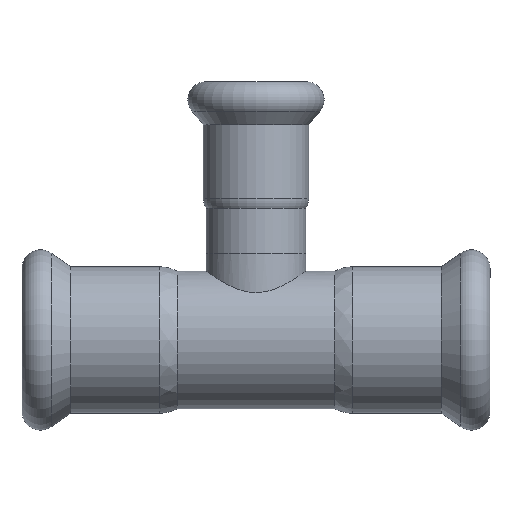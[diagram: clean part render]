
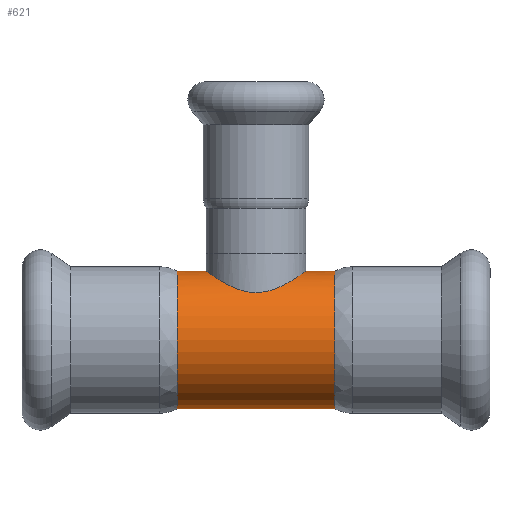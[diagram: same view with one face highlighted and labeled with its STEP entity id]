
A CAD part, front view. The second image highlights one B-rep face of the part: STEP entity #621.
In plain terms, the highlighted cylindrical face has radius 10 mm (diameter 20 mm), a full revolution.
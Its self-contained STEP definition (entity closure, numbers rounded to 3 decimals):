
#124=FACE_BOUND($,#216,.T.);
#125=FACE_BOUND($,#217,.T.);
#126=FACE_BOUND($,#218,.T.);
#170=B_SPLINE_CURVE_WITH_KNOTS($,3,(#1037,#1038,#1039,#1040,#1041,#1042,
#1043,#1044,#1045,#1046,#1047,#1048,#1049,#1050,#1051,#1052,#1053,#1054,
#1055,#1056,#1057,#1058,#1059,#1060,#1061,#1062,#1063,#1064,#1065,#1066,
#1067,#1068,#1069,#1070),.UNSPECIFIED.,.T.,.F.,(4,2,2,2,2,2,2,2,2,2,2,2,
2,2,2,2,4),(0.,0.29,0.58,0.865,1.15,
1.435,1.72,2.01,2.3,2.59,
2.88,3.165,3.45,3.735,4.02,
4.31,4.6),.UNSPECIFIED.);
#216=EDGE_LOOP($,(#475));
#217=EDGE_LOOP($,(#476));
#218=EDGE_LOOP($,(#477));
#304=CIRCLE($,#678,10.);
#305=CIRCLE($,#679,10.);
#352=VERTEX_POINT($,#1036);
#353=VERTEX_POINT($,#1071);
#354=VERTEX_POINT($,#1073);
#409=EDGE_CURVE($,#352,#352,#170,.T.);
#410=EDGE_CURVE($,#353,#353,#304,.T.);
#411=EDGE_CURVE($,#354,#354,#305,.T.);
#475=ORIENTED_EDGE($,*,*,#409,.T.);
#476=ORIENTED_EDGE($,*,*,#410,.F.);
#477=ORIENTED_EDGE($,*,*,#411,.T.);
#606=CYLINDRICAL_SURFACE($,#677,10.);
#621=ADVANCED_FACE($,(#124,#125,#126),#606,.T.);
#677=AXIS2_PLACEMENT_3D($,#1035,#782,#783);
#678=AXIS2_PLACEMENT_3D($,#1072,#784,#785);
#679=AXIS2_PLACEMENT_3D($,#1074,#786,#787);
#782=DIRECTION('center_axis',(1.,0.,0.));
#783=DIRECTION('ref_axis',(0.,1.,0.));
#784=DIRECTION('center_axis',(1.,0.,0.));
#785=DIRECTION('ref_axis',(0.,1.,0.));
#786=DIRECTION('center_axis',(1.,0.,0.));
#787=DIRECTION('ref_axis',(0.,1.,0.));
#1035=CARTESIAN_POINT('Origin',(0.,0.,0.));
#1036=CARTESIAN_POINT('',(0.,7.25,6.887));
#1037=CARTESIAN_POINT('Ctrl Pts',(0.,7.25,6.887));
#1038=CARTESIAN_POINT('Ctrl Pts',(0.967,7.25,6.887));
#1039=CARTESIAN_POINT('Ctrl Pts',(1.945,7.049,7.11));
#1040=CARTESIAN_POINT('Ctrl Pts',(3.708,6.303,7.779));
#1041=CARTESIAN_POINT('Ctrl Pts',(4.497,5.756,8.21));
#1042=CARTESIAN_POINT('Ctrl Pts',(5.745,4.508,8.955));
#1043=CARTESIAN_POINT('Ctrl Pts',(6.299,3.717,9.33));
#1044=CARTESIAN_POINT('Ctrl Pts',(7.052,1.939,9.854));
#1045=CARTESIAN_POINT('Ctrl Pts',(7.25,0.95,10.));
#1046=CARTESIAN_POINT('Ctrl Pts',(7.25,-0.95,10.));
#1047=CARTESIAN_POINT('Ctrl Pts',(7.052,-1.939,9.854));
#1048=CARTESIAN_POINT('Ctrl Pts',(6.299,-3.717,9.33));
#1049=CARTESIAN_POINT('Ctrl Pts',(5.745,-4.508,8.955));
#1050=CARTESIAN_POINT('Ctrl Pts',(4.497,-5.756,8.21));
#1051=CARTESIAN_POINT('Ctrl Pts',(3.708,-6.303,7.779));
#1052=CARTESIAN_POINT('Ctrl Pts',(1.945,-7.049,7.11));
#1053=CARTESIAN_POINT('Ctrl Pts',(0.967,-7.25,6.887));
#1054=CARTESIAN_POINT('Ctrl Pts',(-0.967,-7.25,6.887));
#1055=CARTESIAN_POINT('Ctrl Pts',(-1.945,-7.049,7.11));
#1056=CARTESIAN_POINT('Ctrl Pts',(-3.708,-6.303,7.779));
#1057=CARTESIAN_POINT('Ctrl Pts',(-4.497,-5.756,8.21));
#1058=CARTESIAN_POINT('Ctrl Pts',(-5.745,-4.508,8.955));
#1059=CARTESIAN_POINT('Ctrl Pts',(-6.299,-3.717,9.33));
#1060=CARTESIAN_POINT('Ctrl Pts',(-7.052,-1.939,9.854));
#1061=CARTESIAN_POINT('Ctrl Pts',(-7.25,-0.95,10.));
#1062=CARTESIAN_POINT('Ctrl Pts',(-7.25,0.95,10.));
#1063=CARTESIAN_POINT('Ctrl Pts',(-7.052,1.939,9.854));
#1064=CARTESIAN_POINT('Ctrl Pts',(-6.299,3.717,9.33));
#1065=CARTESIAN_POINT('Ctrl Pts',(-5.745,4.508,8.955));
#1066=CARTESIAN_POINT('Ctrl Pts',(-4.497,5.756,8.21));
#1067=CARTESIAN_POINT('Ctrl Pts',(-3.708,6.303,7.779));
#1068=CARTESIAN_POINT('Ctrl Pts',(-1.945,7.049,7.11));
#1069=CARTESIAN_POINT('Ctrl Pts',(-0.967,7.25,6.887));
#1070=CARTESIAN_POINT('Ctrl Pts',(0.,7.25,6.887));
#1071=CARTESIAN_POINT('',(14.,10.,0.));
#1072=CARTESIAN_POINT('Origin',(14.,0.,0.));
#1073=CARTESIAN_POINT('',(-14.,10.,0.));
#1074=CARTESIAN_POINT('Origin',(-14.,0.,0.));
